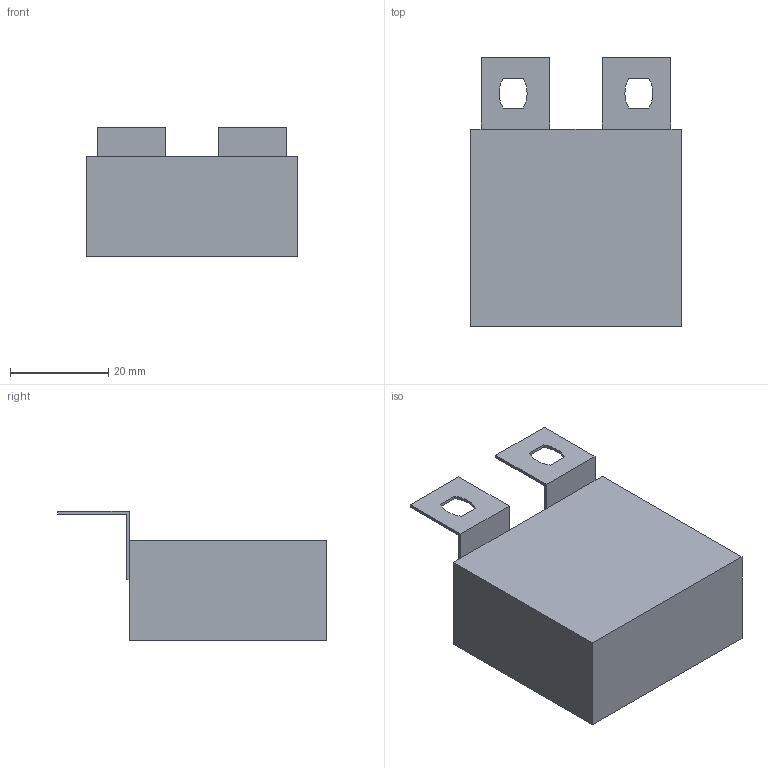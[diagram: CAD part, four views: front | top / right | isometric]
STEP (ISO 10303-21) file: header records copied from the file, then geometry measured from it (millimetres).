
FILE_DESCRIPTION (( 'STEP AP214' ), '1' );
FILE_NAME ('CFP_C4BA_41.5X40X20_L43H40.2T20.4S25.7.STEP', '2020-03-26T18:32:22', ( '' ), ( '' ), 'SwSTEP 2.0', 'SolidWorks 2014', '' );
FILE_SCHEMA (( 'AUTOMOTIVE_DESIGN' ));
Length unit declared in the file: millimetre
Products named in the file (1): CFP_C4BA_41.5X40X20_L43H40.2T20.4S25.7
Bounding box: 43 x 54.8 x 26.41 mm (x, y, z)
Volume: 35659 mm3; surface area: 8586.7 mm2
Topology: 4 solids, 4 shells, 97 faces, 259 edges, 170 vertices
Faces by surface type: plane 91, cylinder 6
Entity records: 3470 total; most frequent: CARTESIAN_POINT 527, ORIENTED_EDGE 518, DIRECTION 467, EDGE_CURVE 259, LINE 247, VECTOR 247, VERTEX_POINT 170, AXIS2_PLACEMENT_3D 110
